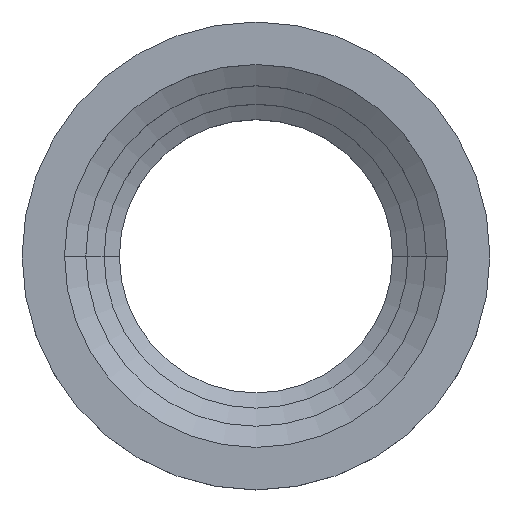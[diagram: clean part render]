
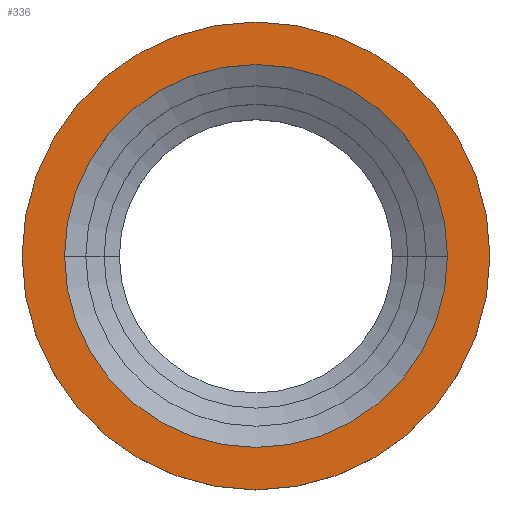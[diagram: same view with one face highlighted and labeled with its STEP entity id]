
A CAD part, top view. The second image highlights one B-rep face of the part: STEP entity #336.
In plain terms, the highlighted planar face has unit normal (0, 0, 1).
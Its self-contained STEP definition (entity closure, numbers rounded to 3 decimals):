
#20 = EDGE_CURVE ( 'NONE', #817, #51, #220, .T. ) ;
#51 = VERTEX_POINT ( 'NONE', #76 ) ;
#76 = CARTESIAN_POINT ( 'NONE',  ( 128.9, 0., 0. ) ) ;
#88 = DIRECTION ( 'NONE',  ( 1., 0., 0. ) ) ;
#91 = CIRCLE ( 'NONE', #147, 157.5 ) ;
#94 = ORIENTED_EDGE ( 'NONE', *, *, #634, .T. ) ;
#107 = VERTEX_POINT ( 'NONE', #558 ) ;
#119 = CARTESIAN_POINT ( 'NONE',  ( 0., 157.5, 0. ) ) ;
#120 = VERTEX_POINT ( 'NONE', #364 ) ;
#125 = DIRECTION ( 'NONE',  ( 1., 0., 0. ) ) ;
#147 = AXIS2_PLACEMENT_3D ( 'NONE', #596, #292, #273 ) ;
#157 = CARTESIAN_POINT ( 'NONE',  ( 0., 0., 0. ) ) ;
#188 = CIRCLE ( 'NONE', #383, 128.9 ) ;
#196 = CARTESIAN_POINT ( 'NONE',  ( -128.9, 0., 0. ) ) ;
#220 = CIRCLE ( 'NONE', #518, 128.9 ) ;
#253 = DIRECTION ( 'NONE',  ( 0., 0., 1. ) ) ;
#259 = FACE_OUTER_BOUND ( 'NONE', #315, .T. ) ;
#273 = DIRECTION ( 'NONE',  ( 1., 0., 0. ) ) ;
#276 = EDGE_CURVE ( 'NONE', #51, #817, #188, .T. ) ;
#292 = DIRECTION ( 'NONE',  ( 0., 0., 1. ) ) ;
#301 = ORIENTED_EDGE ( 'NONE', *, *, #276, .F. ) ;
#315 = EDGE_LOOP ( 'NONE', ( #608, #94 ) ) ;
#336 = ADVANCED_FACE ( 'NONE', ( #708, #259 ), #515, .F. ) ;
#356 = AXIS2_PLACEMENT_3D ( 'NONE', #541, #526, #88 ) ;
#364 = CARTESIAN_POINT ( 'NONE',  ( 157.5, 0., 0. ) ) ;
#383 = AXIS2_PLACEMENT_3D ( 'NONE', #643, #253, #125 ) ;
#411 = DIRECTION ( 'NONE',  ( 1., 0., 0. ) ) ;
#447 = EDGE_LOOP ( 'NONE', ( #301, #570 ) ) ;
#459 = DIRECTION ( 'NONE',  ( 0., 0., -1. ) ) ;
#515 = PLANE ( 'NONE',  #783 ) ;
#518 = AXIS2_PLACEMENT_3D ( 'NONE', #157, #816, #411 ) ;
#526 = DIRECTION ( 'NONE',  ( 0., 0., 1. ) ) ;
#541 = CARTESIAN_POINT ( 'NONE',  ( 0., 0., 0. ) ) ;
#558 = CARTESIAN_POINT ( 'NONE',  ( -157.5, 0., 0. ) ) ;
#570 = ORIENTED_EDGE ( 'NONE', *, *, #20, .F. ) ;
#596 = CARTESIAN_POINT ( 'NONE',  ( 0., 0., 0. ) ) ;
#608 = ORIENTED_EDGE ( 'NONE', *, *, #651, .T. ) ;
#634 = EDGE_CURVE ( 'NONE', #107, #120, #722, .T. ) ;
#643 = CARTESIAN_POINT ( 'NONE',  ( 0., 0., 0. ) ) ;
#651 = EDGE_CURVE ( 'NONE', #120, #107, #91, .T. ) ;
#708 = FACE_BOUND ( 'NONE', #447, .T. ) ;
#718 = DIRECTION ( 'NONE',  ( -1., 0., 0. ) ) ;
#722 = CIRCLE ( 'NONE', #356, 157.5 ) ;
#783 = AXIS2_PLACEMENT_3D ( 'NONE', #119, #459, #718 ) ;
#816 = DIRECTION ( 'NONE',  ( 0., 0., 1. ) ) ;
#817 = VERTEX_POINT ( 'NONE', #196 ) ;
